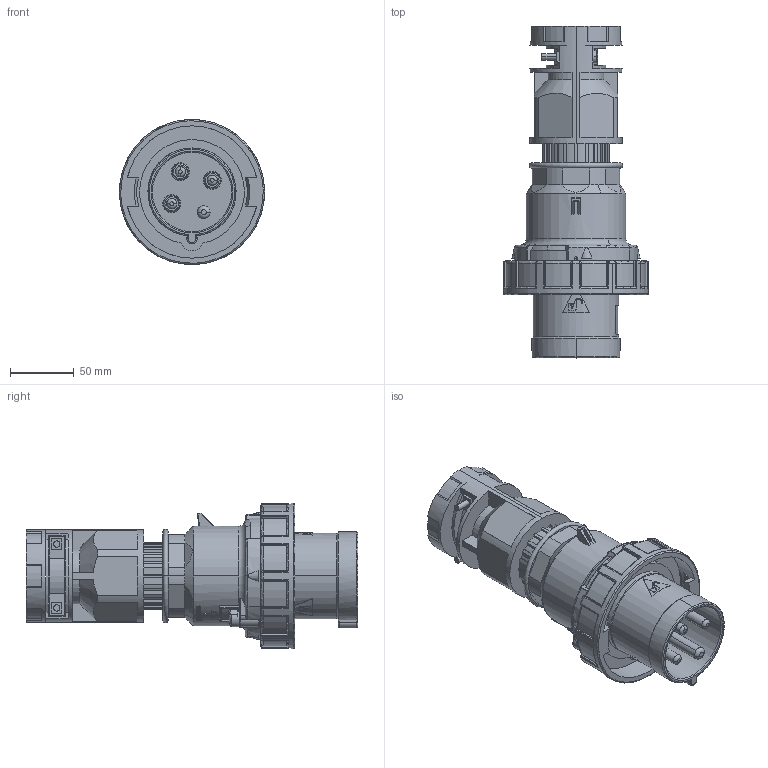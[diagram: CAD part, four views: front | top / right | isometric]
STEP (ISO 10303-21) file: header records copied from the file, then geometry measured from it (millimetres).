
FILE_DESCRIPTION (( 'STEP AP203' ), '1' );
FILE_NAME ('BRY460P7W.step', '2022-08-17T19:45:28', ( '' ), ( '' ), 'SwSTEP 2.0', 'SolidWorks 2021', '' );
FILE_SCHEMA (( 'CONFIG_CONTROL_DESIGN' ));
Products named in the file (1): BRY460P7W
Bounding box: 113.49 x 259.5 x 113.48 mm (x, y, z)
Volume: 753266.3 mm3; surface area: 144832.6 mm2
Topology: 1 solids, 1 shells, 1173 faces, 3220 edges, 2056 vertices
Faces by surface type: plane 493, cylinder 384, bspline 142, torus 99, cone 42, sphere 13
Entity records: 46610 total; most frequent: CARTESIAN_POINT 18431, ORIENTED_EDGE 6364, DIRECTION 5251, EDGE_CURVE 3182, VERTEX_POINT 2051, AXIS2_PLACEMENT_3D 1881, VECTOR 1489, LINE 1489
